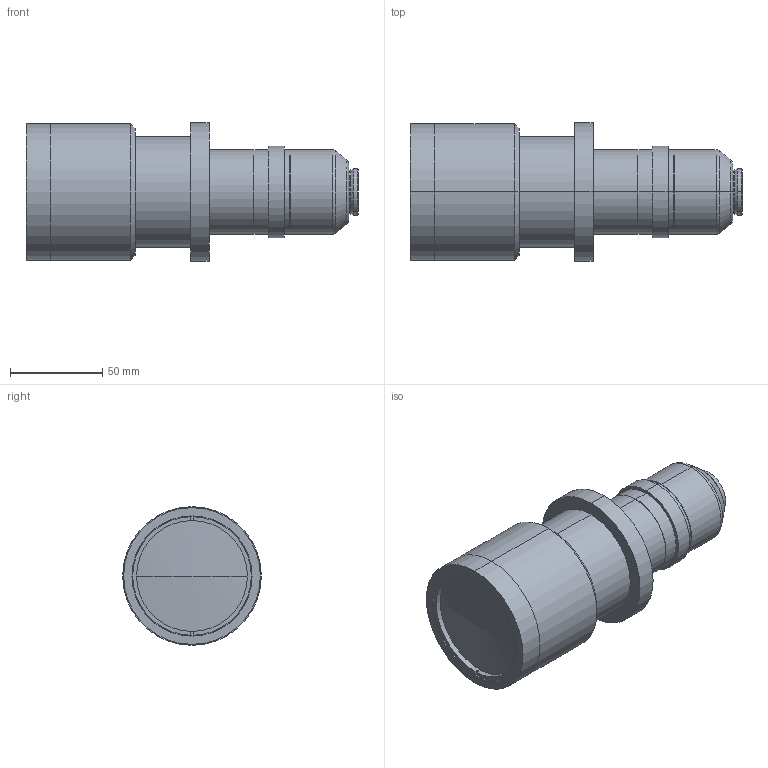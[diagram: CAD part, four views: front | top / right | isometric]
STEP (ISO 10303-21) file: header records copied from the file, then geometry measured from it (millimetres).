
FILE_DESCRIPTION (( 'STEP AP203' ), '1' );
FILE_NAME ('S5LPJ2893_01.STEP', '2022-03-01T09:00:38', ( '' ), ( '' ), 'SwSTEP 2.0', 'SolidWorks 2021', '' );
FILE_SCHEMA (( 'CONFIG_CONTROL_DESIGN' ));
Length unit declared in the file: millimetre
Products named in the file (17): S5LAO1199; 473402; S5LMN2935; DIN 913 - M3 x 3-N_DIN 913 - M3 x 3-N; S5LPJ2893_01; 473405; 236908; S5LDX1199; 097108; 079806; 110807; S5LAO2935; 473401; S5MEC0010; 473403; 141804; 110805
Assembly tree (17 placements, depth 4):
  S5LPJ2893_01
    S5LAO1199
      S5LDX1199
    097108
    110805
    110807
    141804
    473401
      S5LAO2935
        S5LMN2935
      473402
      473403
      473405
      079806
      236908
      S5MEC0010
      DIN 913 - M3 x 3-N_DIN 913 - M3 x 3-N
    DIN 913 - M3 x 3-N_DIN 913 - M3 x 3-N
Bounding box: 179.69 x 75 x 75 mm (x, y, z)
Volume: 262047.6 mm3; surface area: 113880.4 mm2
Topology: 14 solids, 14 shells, 429 faces, 906 edges, 535 vertices
Faces by surface type: cylinder 146, cone 114, plane 91, torus 70, sphere 8
Entity records: 13209 total; most frequent: DIRECTION 2264, CARTESIAN_POINT 2050, ORIENTED_EDGE 1744, AXIS2_PLACEMENT_3D 977, EDGE_CURVE 872, CIRCLE 540, VERTEX_POINT 515, EDGE_LOOP 469
